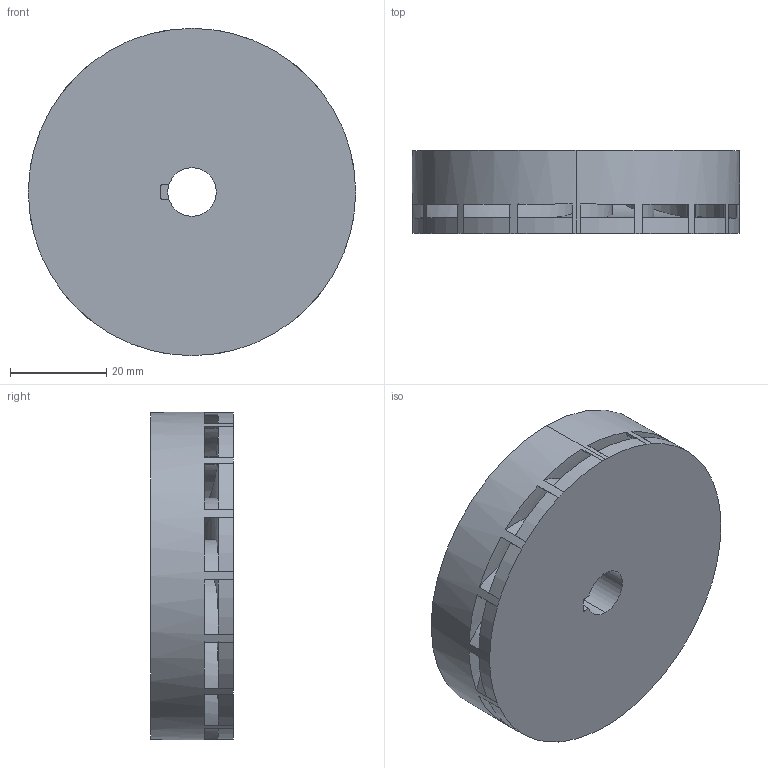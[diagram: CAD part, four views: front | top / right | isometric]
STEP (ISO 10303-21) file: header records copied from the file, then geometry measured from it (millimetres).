
FILE_DESCRIPTION (( 'STEP AP214' ), '1' );
FILE_NAME ('[TP] [Pump] [Ox] Impeller.STEP', '2024-03-28T09:45:53', ( '' ), ( '' ), 'SwSTEP 2.0', 'SolidWorks 2023', '' );
FILE_SCHEMA (( 'AUTOMOTIVE_DESIGN' ));
Length unit declared in the file: millimetre
Products named in the file (1): [TP] [Pump] [Ox] Impeller
Bounding box: 67.83 x 17.18 x 67.83 mm (x, y, z)
Volume: 46566.9 mm3; surface area: 19800.3 mm2
Topology: 1 solids, 1 shells, 152 faces, 495 edges, 313 vertices
Faces by surface type: cylinder 74, bspline 70, plane 6, cone 2
Entity records: 12356 total; most frequent: CARTESIAN_POINT 8466, ORIENTED_EDGE 990, DIRECTION 614, EDGE_CURVE 495, VERTEX_POINT 313, AXIS2_PLACEMENT_3D 232, B_SPLINE_CURVE_WITH_KNOTS 196, EDGE_LOOP 154
